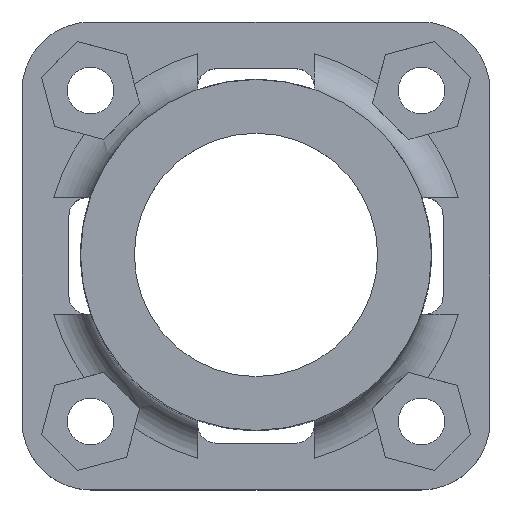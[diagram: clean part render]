
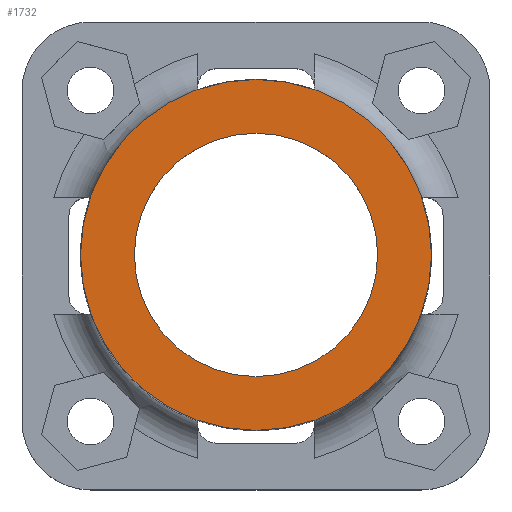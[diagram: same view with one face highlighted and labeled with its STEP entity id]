
A CAD part, top view. The second image highlights one B-rep face of the part: STEP entity #1732.
In plain terms, the highlighted planar face has unit normal (0, 0, 1).
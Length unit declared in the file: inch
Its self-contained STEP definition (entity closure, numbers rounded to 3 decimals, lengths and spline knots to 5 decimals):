
#53=FACE_BOUND('',#601,.T.);
#448=PLANE('',#1883);
#509=FACE_OUTER_BOUND('',#600,.T.);
#600=EDGE_LOOP('',(#1525));
#601=EDGE_LOOP('',(#1526));
#686=CIRCLE('',#1882,0.52);
#687=CIRCLE('',#1884,0.75);
#870=VERTEX_POINT('',#3127);
#871=VERTEX_POINT('',#3131);
#1108=EDGE_CURVE('',#870,#870,#686,.T.);
#1110=EDGE_CURVE('',#871,#871,#687,.T.);
#1525=ORIENTED_EDGE('',*,*,#1110,.T.);
#1526=ORIENTED_EDGE('',*,*,#1108,.T.);
#1732=ADVANCED_FACE('',(#509,#53),#448,.T.);
#1882=AXIS2_PLACEMENT_3D('',#3128,#2259,#2260);
#1883=AXIS2_PLACEMENT_3D('',#3130,#2262,#2263);
#1884=AXIS2_PLACEMENT_3D('',#3132,#2264,#2265);
#2259=DIRECTION('center_axis',(0.,0.,-1.));
#2260=DIRECTION('ref_axis',(-1.,0.,0.));
#2262=DIRECTION('center_axis',(0.,0.,1.));
#2263=DIRECTION('ref_axis',(-1.,0.,0.));
#2264=DIRECTION('center_axis',(0.,0.,1.));
#2265=DIRECTION('ref_axis',(-1.,0.,0.));
#3127=CARTESIAN_POINT('',(0.52,0.,2.8));
#3128=CARTESIAN_POINT('Origin',(0.,0.,2.8));
#3130=CARTESIAN_POINT('Origin',(0.,0.,2.8));
#3131=CARTESIAN_POINT('',(0.75,0.,2.8));
#3132=CARTESIAN_POINT('Origin',(0.,0.,2.8));
